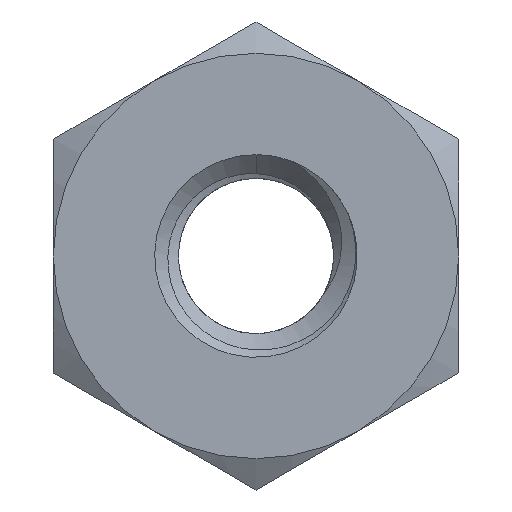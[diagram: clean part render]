
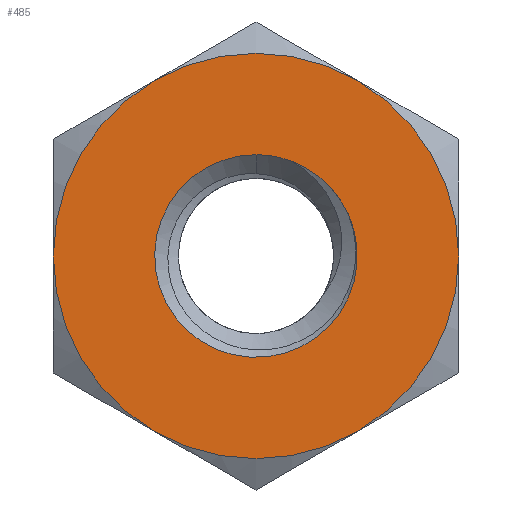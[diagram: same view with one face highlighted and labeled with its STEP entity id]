
A CAD part, front view. The second image highlights one B-rep face of the part: STEP entity #485.
In plain terms, the highlighted planar face has unit normal (0, -1, 0).
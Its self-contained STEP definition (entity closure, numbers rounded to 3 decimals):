
#19=FACE_BOUND('',#121,.T.);
#27=PLANE('',#551);
#87=FACE_OUTER_BOUND('',#120,.T.);
#120=EDGE_LOOP('',(#400,#401,#402,#403,#404,#405));
#121=EDGE_LOOP('',(#406,#407,#408));
#135=CIRCLE('',#520,1.25);
#139=CIRCLE('',#529,1.25);
#140=CIRCLE('',#531,1.25);
#142=CIRCLE('',#535,2.5);
#149=CIRCLE('',#552,2.5);
#150=CIRCLE('',#553,2.5);
#151=CIRCLE('',#554,2.5);
#152=CIRCLE('',#555,2.5);
#153=CIRCLE('',#556,2.5);
#198=VERTEX_POINT('',#682);
#199=VERTEX_POINT('',#753);
#213=VERTEX_POINT('',#1310);
#216=VERTEX_POINT('',#1575);
#217=VERTEX_POINT('',#1576);
#228=VERTEX_POINT('',#1781);
#231=VERTEX_POINT('',#1798);
#236=VERTEX_POINT('',#1833);
#239=VERTEX_POINT('',#1850);
#242=EDGE_CURVE('',#199,#198,#135,.T.);
#262=EDGE_CURVE('',#213,#199,#139,.T.);
#263=EDGE_CURVE('',#198,#213,#140,.T.);
#268=EDGE_CURVE('',#216,#217,#142,.T.);
#307=EDGE_CURVE('',#217,#231,#149,.T.);
#308=EDGE_CURVE('',#231,#228,#150,.T.);
#309=EDGE_CURVE('',#228,#239,#151,.T.);
#310=EDGE_CURVE('',#239,#236,#152,.T.);
#311=EDGE_CURVE('',#216,#236,#153,.T.);
#400=ORIENTED_EDGE('',*,*,#268,.T.);
#401=ORIENTED_EDGE('',*,*,#307,.T.);
#402=ORIENTED_EDGE('',*,*,#308,.T.);
#403=ORIENTED_EDGE('',*,*,#309,.T.);
#404=ORIENTED_EDGE('',*,*,#310,.T.);
#405=ORIENTED_EDGE('',*,*,#311,.F.);
#406=ORIENTED_EDGE('',*,*,#242,.T.);
#407=ORIENTED_EDGE('',*,*,#263,.T.);
#408=ORIENTED_EDGE('',*,*,#262,.T.);
#485=ADVANCED_FACE('',(#87,#19),#27,.F.);
#520=AXIS2_PLACEMENT_3D('',#754,#572,#573);
#529=AXIS2_PLACEMENT_3D('',#1365,#595,#596);
#531=AXIS2_PLACEMENT_3D('',#1367,#599,#600);
#535=AXIS2_PLACEMENT_3D('',#1577,#607,#608);
#551=AXIS2_PLACEMENT_3D('',#1863,#645,#646);
#552=AXIS2_PLACEMENT_3D('',#1864,#647,#648);
#553=AXIS2_PLACEMENT_3D('',#1865,#649,#650);
#554=AXIS2_PLACEMENT_3D('',#1866,#651,#652);
#555=AXIS2_PLACEMENT_3D('',#1867,#653,#654);
#556=AXIS2_PLACEMENT_3D('',#1868,#655,#656);
#572=DIRECTION('center_axis',(0.,1.,0.));
#573=DIRECTION('ref_axis',(0.,0.,1.));
#595=DIRECTION('center_axis',(0.,1.,0.));
#596=DIRECTION('ref_axis',(0.,0.,1.));
#599=DIRECTION('center_axis',(0.,1.,0.));
#600=DIRECTION('ref_axis',(0.,0.,1.));
#607=DIRECTION('center_axis',(0.,-1.,0.));
#608=DIRECTION('ref_axis',(0.,0.,1.));
#645=DIRECTION('center_axis',(0.,1.,0.));
#646=DIRECTION('ref_axis',(0.,0.,1.));
#647=DIRECTION('center_axis',(0.,-1.,0.));
#648=DIRECTION('ref_axis',(0.,0.,1.));
#649=DIRECTION('center_axis',(0.,-1.,0.));
#650=DIRECTION('ref_axis',(0.,0.,1.));
#651=DIRECTION('center_axis',(0.,-1.,0.));
#652=DIRECTION('ref_axis',(0.,0.,1.));
#653=DIRECTION('center_axis',(0.,-1.,0.));
#654=DIRECTION('ref_axis',(0.,0.,1.));
#655=DIRECTION('center_axis',(0.,1.,0.));
#656=DIRECTION('ref_axis',(0.,0.,1.));
#682=CARTESIAN_POINT('',(1.136,-1.,0.521));
#753=CARTESIAN_POINT('',(0.436,-1.,1.172));
#754=CARTESIAN_POINT('Origin',(0.,-1.,0.));
#1310=CARTESIAN_POINT('',(0.,-1.,1.25));
#1365=CARTESIAN_POINT('Origin',(0.,-1.,0.));
#1367=CARTESIAN_POINT('Origin',(0.,-1.,0.));
#1575=CARTESIAN_POINT('',(1.25,-1.,2.165));
#1576=CARTESIAN_POINT('',(-1.25,-1.,2.165));
#1577=CARTESIAN_POINT('Origin',(0.,-1.,0.));
#1781=CARTESIAN_POINT('',(-1.25,-1.,-2.165));
#1798=CARTESIAN_POINT('',(-2.5,-1.,0.));
#1833=CARTESIAN_POINT('',(2.5,-1.,0.));
#1850=CARTESIAN_POINT('',(1.25,-1.,-2.165));
#1863=CARTESIAN_POINT('Origin',(-2.5,-1.,-1.443));
#1864=CARTESIAN_POINT('Origin',(0.,-1.,0.));
#1865=CARTESIAN_POINT('Origin',(0.,-1.,0.));
#1866=CARTESIAN_POINT('Origin',(0.,-1.,0.));
#1867=CARTESIAN_POINT('Origin',(0.,-1.,0.));
#1868=CARTESIAN_POINT('Origin',(0.,-1.,0.));
